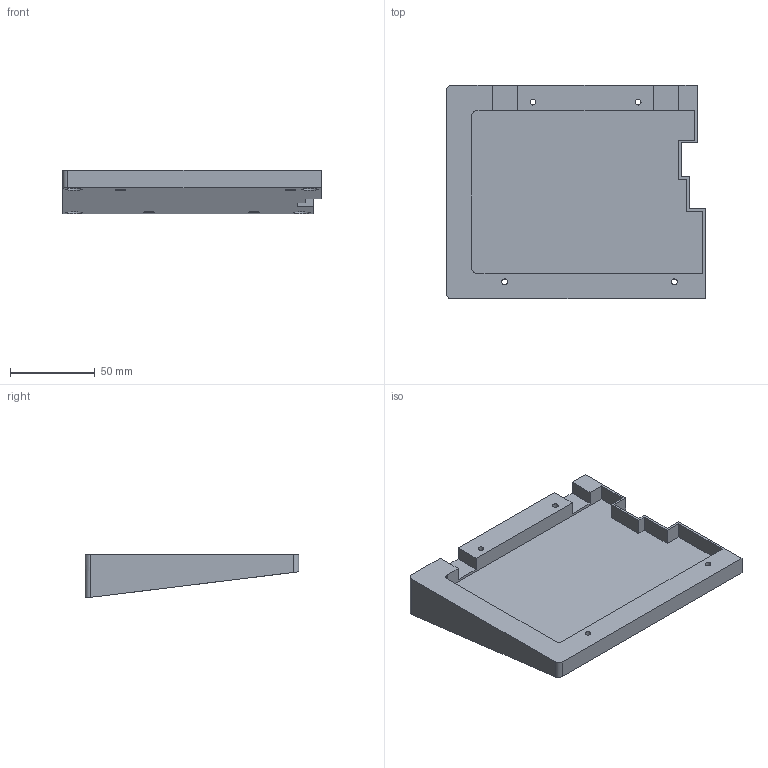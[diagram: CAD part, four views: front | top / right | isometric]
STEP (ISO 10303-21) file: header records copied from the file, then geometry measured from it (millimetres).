
FILE_DESCRIPTION(/* description */ (''),/* implementation_level */ '2;1');
FILE_NAME(/* name */ 'Bottom-left.step',/* time_stamp */ '2022-06-18T21:51:19+09:00',/* author */ (''),/* organization */ (''),/* preprocessor_version */ 'ST-DEVELOPER v19',/* originating_system */ 'Autodesk Translation Framework v11.7.0.108',/* authorisation */ '');
FILE_SCHEMA (('AUTOMOTIVE_DESIGN { 1 0 10303 214 3 1 1 }'));
Length unit declared in the file: millimetre
Products named in the file (1): Bottom-left
Bounding box: 153.06 x 126.2 x 26 mm (x, y, z)
Volume: 214212.7 mm3; surface area: 53972.7 mm2
Topology: 1 solids, 1 shells, 54 faces, 132 edges, 88 vertices
Faces by surface type: plane 38, cylinder 16
Full cylindrical faces by diameter (mm): 3.4 x4, 6.5 x4, 10 x4
Entity records: 1637 total; most frequent: CARTESIAN_POINT 275, DIRECTION 274, ORIENTED_EDGE 264, EDGE_CURVE 132, LINE 100, VECTOR 100, VERTEX_POINT 88, AXIS2_PLACEMENT_3D 87
